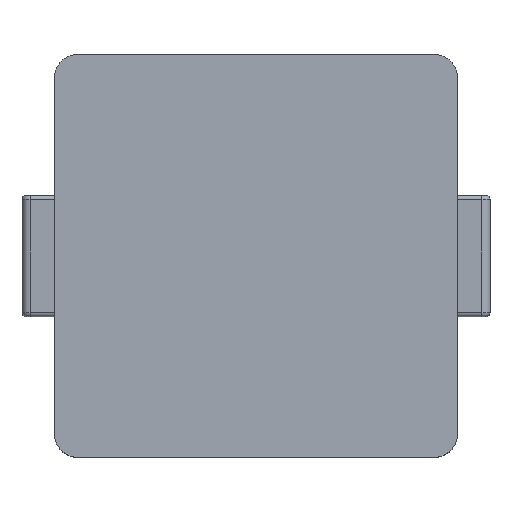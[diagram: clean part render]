
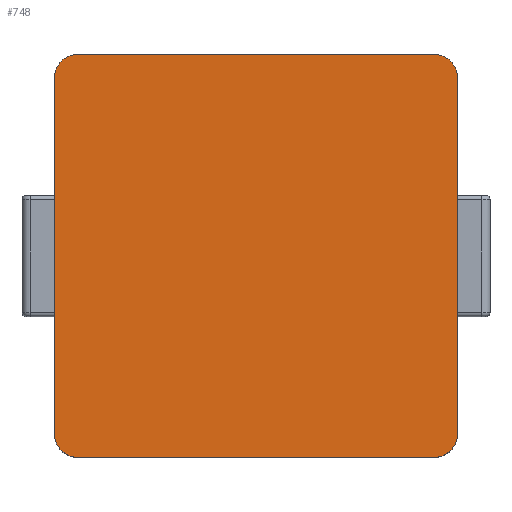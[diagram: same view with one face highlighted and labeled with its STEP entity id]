
A CAD part, top view. The second image highlights one B-rep face of the part: STEP entity #748.
In plain terms, the highlighted planar face has unit normal (0, 0, 1).
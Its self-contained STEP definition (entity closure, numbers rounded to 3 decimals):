
#677=CARTESIAN_POINT('Axis2P3D Location',(0.,0.,4.)) ;
#682=CARTESIAN_POINT('Line Origine',(5.,0.,4.)) ;
#686=CARTESIAN_POINT('Vertex',(5.,4.4,4.)) ;
#688=CARTESIAN_POINT('Vertex',(5.,-4.4,4.)) ;
#691=CARTESIAN_POINT('Axis2P3D Location',(4.4,4.4,4.)) ;
#695=CARTESIAN_POINT('Vertex',(4.4,5.,4.)) ;
#698=CARTESIAN_POINT('Line Origine',(0.,5.,4.)) ;
#702=CARTESIAN_POINT('Vertex',(-4.4,5.,4.)) ;
#705=CARTESIAN_POINT('Axis2P3D Location',(-4.4,4.4,4.)) ;
#709=CARTESIAN_POINT('Vertex',(-5.,4.4,4.)) ;
#712=CARTESIAN_POINT('Line Origine',(-5.,0.,4.)) ;
#716=CARTESIAN_POINT('Vertex',(-5.,-4.4,4.)) ;
#719=CARTESIAN_POINT('Axis2P3D Location',(-4.4,-4.4,4.)) ;
#723=CARTESIAN_POINT('Vertex',(-4.4,-5.,4.)) ;
#726=CARTESIAN_POINT('Line Origine',(0.,-5.,4.)) ;
#730=CARTESIAN_POINT('Vertex',(4.4,-5.,4.)) ;
#733=CARTESIAN_POINT('Axis2P3D Location',(4.4,-4.4,4.)) ;
#684=VECTOR('Line Direction',#683,1.) ;
#700=VECTOR('Line Direction',#699,1.) ;
#714=VECTOR('Line Direction',#713,1.) ;
#728=VECTOR('Line Direction',#727,1.) ;
#678=DIRECTION('Axis2P3D Direction',(0.,0.,1.)) ;
#679=DIRECTION('Axis2P3D XDirection',(1.,0.,0.)) ;
#683=DIRECTION('Vector Direction',(0.,-1.,0.)) ;
#692=DIRECTION('Axis2P3D Direction',(0.,0.,1.)) ;
#699=DIRECTION('Vector Direction',(1.,0.,0.)) ;
#706=DIRECTION('Axis2P3D Direction',(0.,0.,1.)) ;
#713=DIRECTION('Vector Direction',(0.,1.,0.)) ;
#720=DIRECTION('Axis2P3D Direction',(0.,0.,1.)) ;
#727=DIRECTION('Vector Direction',(-1.,0.,0.)) ;
#734=DIRECTION('Axis2P3D Direction',(0.,0.,1.)) ;
#680=AXIS2_PLACEMENT_3D('Plane Axis2P3D',#677,#678,#679) ;
#693=AXIS2_PLACEMENT_3D('Circle Axis2P3D',#691,#692,$) ;
#707=AXIS2_PLACEMENT_3D('Circle Axis2P3D',#705,#706,$) ;
#721=AXIS2_PLACEMENT_3D('Circle Axis2P3D',#719,#720,$) ;
#735=AXIS2_PLACEMENT_3D('Circle Axis2P3D',#733,#734,$) ;
#685=LINE('Line',#682,#684) ;
#701=LINE('Line',#698,#700) ;
#715=LINE('Line',#712,#714) ;
#729=LINE('Line',#726,#728) ;
#694=CIRCLE('generated circle',#693,0.6) ;
#708=CIRCLE('generated circle',#707,0.6) ;
#722=CIRCLE('generated circle',#721,0.6) ;
#736=CIRCLE('generated circle',#735,0.6) ;
#681=PLANE('',#680) ;
#690=EDGE_CURVE('',#687,#689,#685,.T.) ;
#697=EDGE_CURVE('',#687,#696,#694,.T.) ;
#704=EDGE_CURVE('',#703,#696,#701,.T.) ;
#711=EDGE_CURVE('',#703,#710,#708,.T.) ;
#718=EDGE_CURVE('',#717,#710,#715,.T.) ;
#725=EDGE_CURVE('',#717,#724,#722,.T.) ;
#732=EDGE_CURVE('',#731,#724,#729,.T.) ;
#737=EDGE_CURVE('',#731,#689,#736,.T.) ;
#738=EDGE_LOOP('',(#739,#740,#741,#742,#743,#744,#745,#746)) ;
#739=ORIENTED_EDGE('',*,*,#690,.F.) ;
#740=ORIENTED_EDGE('',*,*,#697,.T.) ;
#741=ORIENTED_EDGE('',*,*,#704,.F.) ;
#742=ORIENTED_EDGE('',*,*,#711,.T.) ;
#743=ORIENTED_EDGE('',*,*,#718,.F.) ;
#744=ORIENTED_EDGE('',*,*,#725,.T.) ;
#745=ORIENTED_EDGE('',*,*,#732,.F.) ;
#746=ORIENTED_EDGE('',*,*,#737,.T.) ;
#687=VERTEX_POINT('',#686) ;
#689=VERTEX_POINT('',#688) ;
#696=VERTEX_POINT('',#695) ;
#703=VERTEX_POINT('',#702) ;
#710=VERTEX_POINT('',#709) ;
#717=VERTEX_POINT('',#716) ;
#724=VERTEX_POINT('',#723) ;
#731=VERTEX_POINT('',#730) ;
#748=ADVANCED_FACE('PartBody',(#747),#681,.T.) ;
#747=FACE_OUTER_BOUND('',#738,.T.) ;
